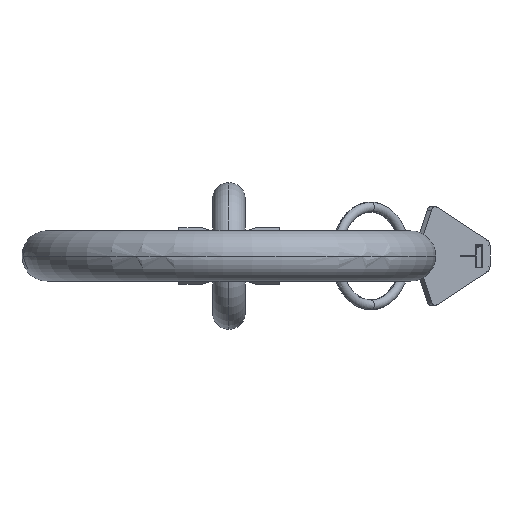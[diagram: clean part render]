
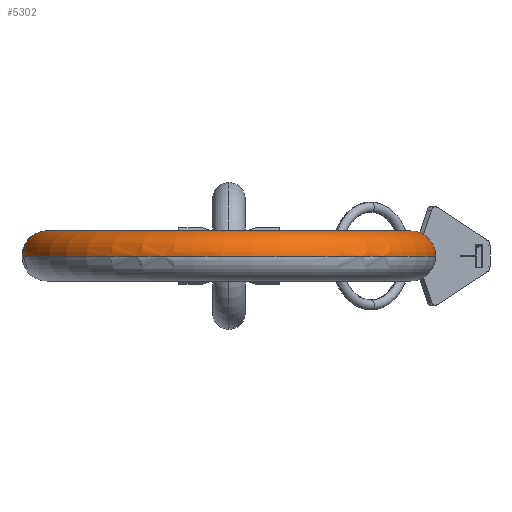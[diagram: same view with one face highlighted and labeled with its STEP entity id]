
A CAD part, left-side view. The second image highlights one B-rep face of the part: STEP entity #5302.
In plain terms, the highlighted toroidal (fillet/blend) face has major radius 145 mm and minor radius 20 mm.
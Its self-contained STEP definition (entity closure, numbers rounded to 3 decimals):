
#117=CARTESIAN_POINT('',(125.,-145.,0.));
#118=DIRECTION('',(-1.,0.,0.));
#119=DIRECTION('',(0.,-1.,0.));
#120=AXIS2_PLACEMENT_3D('',#117,#118,#119);
#122=CARTESIAN_POINT('',(125.,-165.,0.));
#123=CARTESIAN_POINT('',(121.612,-165.,0.));
#124=CARTESIAN_POINT('',(114.836,-164.791,0.));
#125=CARTESIAN_POINT('',(104.711,-163.853,0.));
#126=CARTESIAN_POINT('',(94.662,-162.293,0.));
#127=CARTESIAN_POINT('',(84.729,-160.118,0.));
#128=CARTESIAN_POINT('',(74.948,-157.335,0.));
#129=CARTESIAN_POINT('',(65.357,-153.955,0.));
#130=CARTESIAN_POINT('',(55.993,-149.992,0.));
#131=CARTESIAN_POINT('',(46.89,-145.459,0.));
#132=CARTESIAN_POINT('',(38.084,-140.375,0.));
#133=CARTESIAN_POINT('',(29.607,-134.758,0.));
#134=CARTESIAN_POINT('',(21.492,-128.63,0.));
#135=CARTESIAN_POINT('',(13.77,-122.014,0.));
#136=CARTESIAN_POINT('',(6.47,-114.935,0.));
#137=CARTESIAN_POINT('',(-0.381,-107.42,0.));
#138=CARTESIAN_POINT('',(-6.756,-99.498,0.));
#139=CARTESIAN_POINT('',(-12.631,-91.198,0.));
#140=CARTESIAN_POINT('',(-17.985,-82.552,0.));
#141=CARTESIAN_POINT('',(-22.795,-73.593,0.));
#142=CARTESIAN_POINT('',(-27.046,-64.355,0.));
#143=CARTESIAN_POINT('',(-30.719,-54.873,0.));
#144=CARTESIAN_POINT('',(-33.802,-45.183,0.));
#145=CARTESIAN_POINT('',(-36.282,-35.321,0.));
#146=CARTESIAN_POINT('',(-38.15,-25.326,0.));
#147=CARTESIAN_POINT('',(-39.4,-15.234,0.));
#148=CARTESIAN_POINT('',(-40.026,-5.084,0.));
#149=CARTESIAN_POINT('',(-40.026,5.084,0.));
#150=CARTESIAN_POINT('',(-39.4,15.234,0.));
#151=CARTESIAN_POINT('',(-38.15,25.326,0.));
#152=CARTESIAN_POINT('',(-36.282,35.321,0.));
#153=CARTESIAN_POINT('',(-33.802,45.183,0.));
#154=CARTESIAN_POINT('',(-30.719,54.873,0.));
#155=CARTESIAN_POINT('',(-27.046,64.355,0.));
#156=CARTESIAN_POINT('',(-22.795,73.593,0.));
#157=CARTESIAN_POINT('',(-17.985,82.552,0.));
#158=CARTESIAN_POINT('',(-12.631,91.198,0.));
#159=CARTESIAN_POINT('',(-6.756,99.498,0.));
#160=CARTESIAN_POINT('',(-0.381,107.42,0.));
#161=CARTESIAN_POINT('',(6.47,114.935,0.));
#162=CARTESIAN_POINT('',(13.77,122.014,0.));
#163=CARTESIAN_POINT('',(21.492,128.63,0.));
#164=CARTESIAN_POINT('',(29.607,134.758,0.));
#165=CARTESIAN_POINT('',(38.084,140.375,0.));
#166=CARTESIAN_POINT('',(46.89,145.459,0.));
#167=CARTESIAN_POINT('',(55.993,149.992,0.));
#168=CARTESIAN_POINT('',(65.357,153.955,0.));
#169=CARTESIAN_POINT('',(74.948,157.335,0.));
#170=CARTESIAN_POINT('',(84.729,160.118,0.));
#171=CARTESIAN_POINT('',(94.662,162.293,0.));
#172=CARTESIAN_POINT('',(104.711,163.853,0.));
#173=CARTESIAN_POINT('',(114.836,164.791,0.));
#174=CARTESIAN_POINT('',(121.612,165.,0.));
#175=CARTESIAN_POINT('',(125.,165.,0.));
#177=CARTESIAN_POINT('',(125.,145.,0.));
#178=DIRECTION('',(1.,0.,0.));
#179=DIRECTION('',(0.,1.,0.));
#180=AXIS2_PLACEMENT_3D('',#177,#178,#179);
#3788=CARTESIAN_POINT('',(125.,-125.,0.));
#3789=CARTESIAN_POINT('',(122.273,-125.,0.));
#3790=CARTESIAN_POINT('',(116.819,-124.821,0.));
#3791=CARTESIAN_POINT('',(108.673,-124.019,0.));
#3792=CARTESIAN_POINT('',(100.596,-122.686,0.));
#3793=CARTESIAN_POINT('',(92.625,-120.827,0.));
#3794=CARTESIAN_POINT('',(84.791,-118.451,0.));
#3795=CARTESIAN_POINT('',(77.13,-115.567,0.));
#3796=CARTESIAN_POINT('',(69.674,-112.189,0.));
#3797=CARTESIAN_POINT('',(62.455,-108.33,0.));
#3798=CARTESIAN_POINT('',(55.504,-104.008,0.));
#3799=CARTESIAN_POINT('',(48.85,-99.24,0.));
#3800=CARTESIAN_POINT('',(42.523,-94.047,0.));
#3801=CARTESIAN_POINT('',(36.549,-88.451,0.));
#3802=CARTESIAN_POINT('',(30.953,-82.477,0.));
#3803=CARTESIAN_POINT('',(25.76,-76.15,0.));
#3804=CARTESIAN_POINT('',(20.992,-69.496,0.));
#3805=CARTESIAN_POINT('',(16.67,-62.545,0.));
#3806=CARTESIAN_POINT('',(12.811,-55.326,0.));
#3807=CARTESIAN_POINT('',(9.433,-47.87,0.));
#3808=CARTESIAN_POINT('',(6.549,-40.209,0.));
#3809=CARTESIAN_POINT('',(4.173,-32.375,0.));
#3810=CARTESIAN_POINT('',(2.314,-24.404,0.));
#3811=CARTESIAN_POINT('',(0.981,-16.327,0.));
#3812=CARTESIAN_POINT('',(0.179,-8.181,0.));
#3813=CARTESIAN_POINT('',(-0.089,0.,0.));
#3814=CARTESIAN_POINT('',(0.179,8.181,0.));
#3815=CARTESIAN_POINT('',(0.981,16.327,0.));
#3816=CARTESIAN_POINT('',(2.314,24.404,0.));
#3817=CARTESIAN_POINT('',(4.173,32.375,0.));
#3818=CARTESIAN_POINT('',(6.549,40.209,0.));
#3819=CARTESIAN_POINT('',(9.433,47.87,0.));
#3820=CARTESIAN_POINT('',(12.811,55.326,0.));
#3821=CARTESIAN_POINT('',(16.67,62.545,0.));
#3822=CARTESIAN_POINT('',(20.992,69.496,0.));
#3823=CARTESIAN_POINT('',(25.76,76.15,0.));
#3824=CARTESIAN_POINT('',(30.953,82.477,0.));
#3825=CARTESIAN_POINT('',(36.549,88.451,0.));
#3826=CARTESIAN_POINT('',(42.523,94.047,0.));
#3827=CARTESIAN_POINT('',(48.85,99.24,0.));
#3828=CARTESIAN_POINT('',(55.504,104.008,0.));
#3829=CARTESIAN_POINT('',(62.455,108.33,0.));
#3830=CARTESIAN_POINT('',(69.674,112.189,0.));
#3831=CARTESIAN_POINT('',(77.13,115.567,0.));
#3832=CARTESIAN_POINT('',(84.791,118.451,0.));
#3833=CARTESIAN_POINT('',(92.625,120.827,0.));
#3834=CARTESIAN_POINT('',(100.596,122.686,0.));
#3835=CARTESIAN_POINT('',(108.673,124.019,0.));
#3836=CARTESIAN_POINT('',(116.819,124.821,0.));
#3837=CARTESIAN_POINT('',(122.273,125.,0.));
#3838=CARTESIAN_POINT('',(125.,125.,0.));
#3854=CARTESIAN_POINT('',(125.,165.,0.));
#3855=CARTESIAN_POINT('',(125.,125.,0.));
#3856=VERTEX_POINT('',#3854);
#3857=VERTEX_POINT('',#3855);
#3866=CARTESIAN_POINT('',(125.,-165.,0.));
#3867=CARTESIAN_POINT('',(125.,-125.,0.));
#3868=VERTEX_POINT('',#3866);
#3869=VERTEX_POINT('',#3867);
#5288=CARTESIAN_POINT('',(125.,0.,0.));
#5289=DIRECTION('',(0.,0.,-1.));
#5290=DIRECTION('',(0.,1.,0.));
#5291=AXIS2_PLACEMENT_3D('',#5288,#5289,#5290);
#5292=TOROIDAL_SURFACE('',#5291,145.,20.);
#5294=ORIENTED_EDGE('',*,*,#5293,.F.);
#5296=ORIENTED_EDGE('',*,*,#5295,.T.);
#5297=ORIENTED_EDGE('',*,*,#4779,.T.);
#5299=ORIENTED_EDGE('',*,*,#5298,.F.);
#5300=EDGE_LOOP('',(#5294,#5296,#5297,#5299));
#5301=FACE_OUTER_BOUND('',#5300,.F.);
#5302=ADVANCED_FACE('',(#5301),#5292,.T.);
#121=CIRCLE('',#120,20.);
#176=B_SPLINE_CURVE_WITH_KNOTS('',3,(#122,#123,#124,#125,#126,#127,#128,#129,
#130,#131,#132,#133,#134,#135,#136,#137,#138,#139,#140,#141,#142,#143,#144,#145,
#146,#147,#148,#149,#150,#151,#152,#153,#154,#155,#156,#157,#158,#159,#160,#161,
#162,#163,#164,#165,#166,#167,#168,#169,#170,#171,#172,#173,#174,#175),
.UNSPECIFIED.,.F.,.F.,(4,1,1,1,1,1,1,1,1,1,1,1,1,1,1,1,1,1,1,1,1,1,1,1,1,1,1,1,
1,1,1,1,1,1,1,1,1,1,1,1,1,1,1,1,1,1,1,1,1,1,1,4),(0.,0.02,
0.039,0.059,0.078,0.098,
0.118,0.137,0.157,0.176,
0.196,0.216,0.235,0.255,
0.275,0.294,0.314,0.333,
0.353,0.373,0.392,0.412,
0.431,0.451,0.471,0.49,
0.51,0.529,0.549,0.569,
0.588,0.608,0.627,0.647,
0.667,0.686,0.706,0.725,
0.745,0.765,0.784,0.804,
0.824,0.843,0.863,0.882,
0.902,0.922,0.941,0.961,
0.98,1.),.UNSPECIFIED.);
#181=CIRCLE('',#180,20.);
#3839=B_SPLINE_CURVE_WITH_KNOTS('',3,(#3788,#3789,#3790,#3791,#3792,#3793,#3794,
#3795,#3796,#3797,#3798,#3799,#3800,#3801,#3802,#3803,#3804,#3805,#3806,#3807,
#3808,#3809,#3810,#3811,#3812,#3813,#3814,#3815,#3816,#3817,#3818,#3819,#3820,
#3821,#3822,#3823,#3824,#3825,#3826,#3827,#3828,#3829,#3830,#3831,#3832,#3833,
#3834,#3835,#3836,#3837,#3838),.UNSPECIFIED.,.F.,.F.,(4,1,1,1,1,1,1,1,1,1,1,1,1,
1,1,1,1,1,1,1,1,1,1,1,1,1,1,1,1,1,1,1,1,1,1,1,1,1,1,1,1,1,1,1,1,1,1,1,4),(0.,
0.021,0.042,0.063,0.083,0.104,
0.125,0.146,0.167,0.188,0.208,
0.229,0.25,0.271,0.292,0.313,
0.333,0.354,0.375,0.396,0.417,
0.438,0.458,0.479,0.5,0.521,
0.542,0.563,0.583,0.604,0.625,
0.646,0.667,0.688,0.708,
0.729,0.75,0.771,0.792,0.813,
0.833,0.854,0.875,0.896,0.917,
0.938,0.958,0.979,1.),.UNSPECIFIED.);
#4779=EDGE_CURVE('',#3856,#3857,#181,.T.);
#5293=EDGE_CURVE('',#3868,#3869,#121,.T.);
#5295=EDGE_CURVE('',#3868,#3856,#176,.T.);
#5298=EDGE_CURVE('',#3869,#3857,#3839,.T.);
